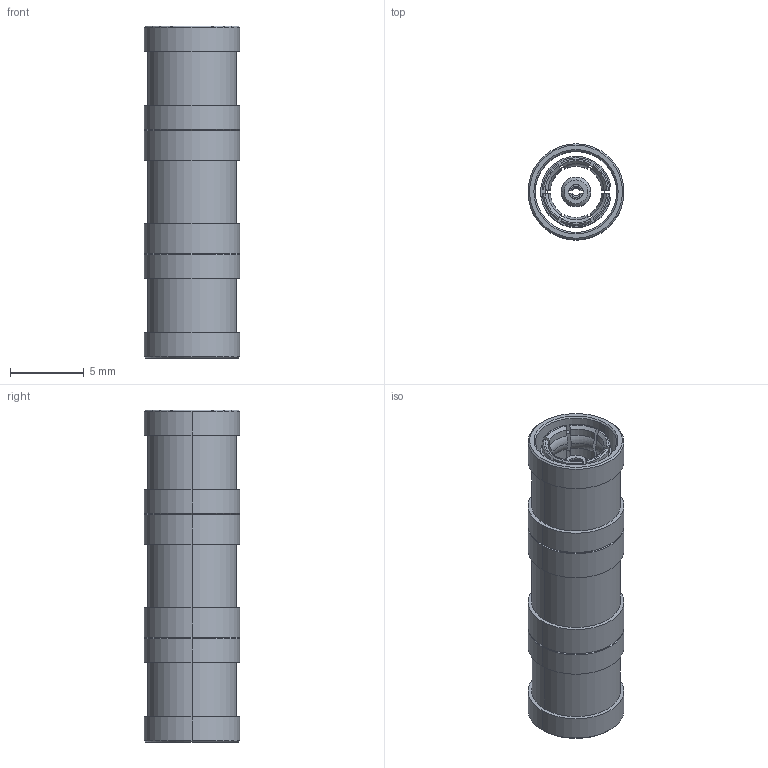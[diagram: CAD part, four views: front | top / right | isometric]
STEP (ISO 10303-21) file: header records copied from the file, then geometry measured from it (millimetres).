
FILE_DESCRIPTION (( 'STEP AP214' ), '1' );
FILE_NAME ('32-514-D3.STEP', '2024-09-06T08:39:31', ( '' ), ( '' ), 'SwSTEP 2.0', 'SolidWorks 2024', '' );
FILE_SCHEMA (( 'AUTOMOTIVE_DESIGN' ));
Length unit declared in the file: millimetre
Products named in the file (1): 32-514-D3
Bounding box: 6.5 x 6.5 x 22.5 mm (x, y, z)
Surface area: 1042.4 mm2 (no closed solid volume)
Topology: 0 solids, 13 shells, 192 faces, 674 edges, 492 vertices
Faces by surface type: cylinder 62, plane 62, cone 44, torus 24
Entity records: 7482 total; most frequent: CARTESIAN_POINT 1783, DIRECTION 1192, ORIENTED_EDGE 1084, EDGE_CURVE 674, VERTEX_POINT 492, AXIS2_PLACEMENT_3D 429, LINE 334, VECTOR 334
